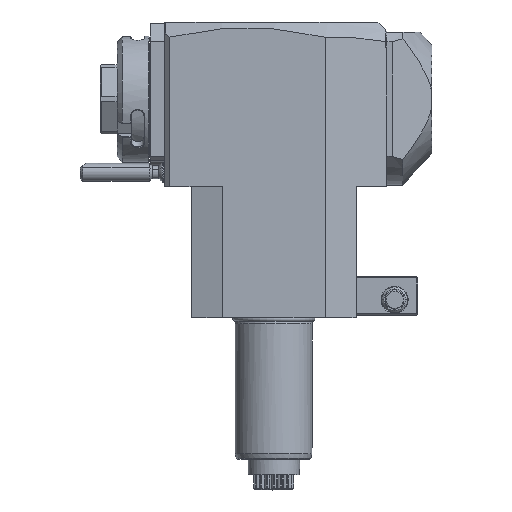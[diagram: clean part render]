
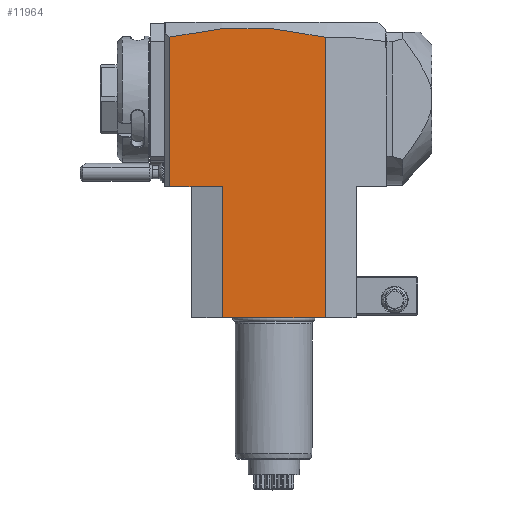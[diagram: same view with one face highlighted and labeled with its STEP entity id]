
A CAD part, top view. The second image highlights one B-rep face of the part: STEP entity #11964.
In plain terms, the highlighted planar face has unit normal (0, 0, 1).
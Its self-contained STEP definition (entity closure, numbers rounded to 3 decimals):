
#17=DIRECTION('',(-1.,0.,0.));
#18=VECTOR('',#17,40.);
#19=CARTESIAN_POINT('',(20.,0.,32.));
#20=LINE('',#19,#18);
#885=DIRECTION('',(0.,1.,0.));
#886=VECTOR('',#885,109.092);
#887=CARTESIAN_POINT('',(20.,0.,32.));
#888=LINE('',#887,#886);
#911=DIRECTION('',(-1.,0.,0.));
#912=VECTOR('',#911,20.5);
#913=CARTESIAN_POINT('',(-20.,51.,32.));
#914=LINE('',#913,#912);
#915=CARTESIAN_POINT('',(-40.5,109.133,32.));
#916=CARTESIAN_POINT('',(-35.458,110.345,32.));
#917=CARTESIAN_POINT('',(-25.373,112.145,32.));
#918=CARTESIAN_POINT('',(-10.247,113.032,32.));
#919=CARTESIAN_POINT('',(4.877,112.124,32.));
#920=CARTESIAN_POINT('',(14.959,110.311,32.));
#921=CARTESIAN_POINT('',(20.,109.092,32.));
#935=DIRECTION('',(0.,-1.,0.));
#936=VECTOR('',#935,58.133);
#937=CARTESIAN_POINT('',(-40.5,109.133,32.));
#938=LINE('',#937,#936);
#948=DIRECTION('',(0.,-1.,0.));
#949=VECTOR('',#948,51.);
#950=CARTESIAN_POINT('',(-20.,51.,32.));
#951=LINE('',#950,#949);
#10352=VERTEX_POINT('',#915);
#10353=VERTEX_POINT('',#921);
#10720=CARTESIAN_POINT('',(-40.5,51.,32.));
#10722=VERTEX_POINT('',#10720);
#10740=CARTESIAN_POINT('',(20.,0.,32.));
#10741=VERTEX_POINT('',#10740);
#10742=CARTESIAN_POINT('',(-20.,0.,32.));
#10743=VERTEX_POINT('',#10742);
#11178=CARTESIAN_POINT('',(-20.,51.,32.));
#11179=VERTEX_POINT('',#11178);
#11948=CARTESIAN_POINT('',(-35.103,51.,32.));
#11949=DIRECTION('',(0.,0.,1.));
#11950=DIRECTION('',(1.,0.,0.));
#11951=AXIS2_PLACEMENT_3D('',#11948,#11949,#11950);
#11952=PLANE('',#11951);
#11954=ORIENTED_EDGE('',*,*,#11953,.T.);
#11956=ORIENTED_EDGE('',*,*,#11955,.F.);
#11957=ORIENTED_EDGE('',*,*,#11401,.T.);
#11958=ORIENTED_EDGE('',*,*,#11936,.F.);
#11959=ORIENTED_EDGE('',*,*,#11193,.T.);
#11961=ORIENTED_EDGE('',*,*,#11960,.F.);
#11962=EDGE_LOOP('',(#11954,#11956,#11957,#11958,#11959,#11961));
#11963=FACE_OUTER_BOUND('',#11962,.F.);
#922=B_SPLINE_CURVE_WITH_KNOTS('',3,(#915,#916,#917,#918,#919,#920,#921),
.UNSPECIFIED.,.F.,.F.,(4,1,1,1,4),(0.,0.25,0.5,0.75,1.),
.UNSPECIFIED.);
#11193=EDGE_CURVE('',#10741,#10743,#20,.T.);
#11401=EDGE_CURVE('',#10352,#10353,#922,.T.);
#11936=EDGE_CURVE('',#10741,#10353,#888,.T.);
#11953=EDGE_CURVE('',#11179,#10722,#914,.T.);
#11955=EDGE_CURVE('',#10352,#10722,#938,.T.);
#11960=EDGE_CURVE('',#11179,#10743,#951,.T.);
#11964=ADVANCED_FACE('',(#11963),#11952,.T.);
